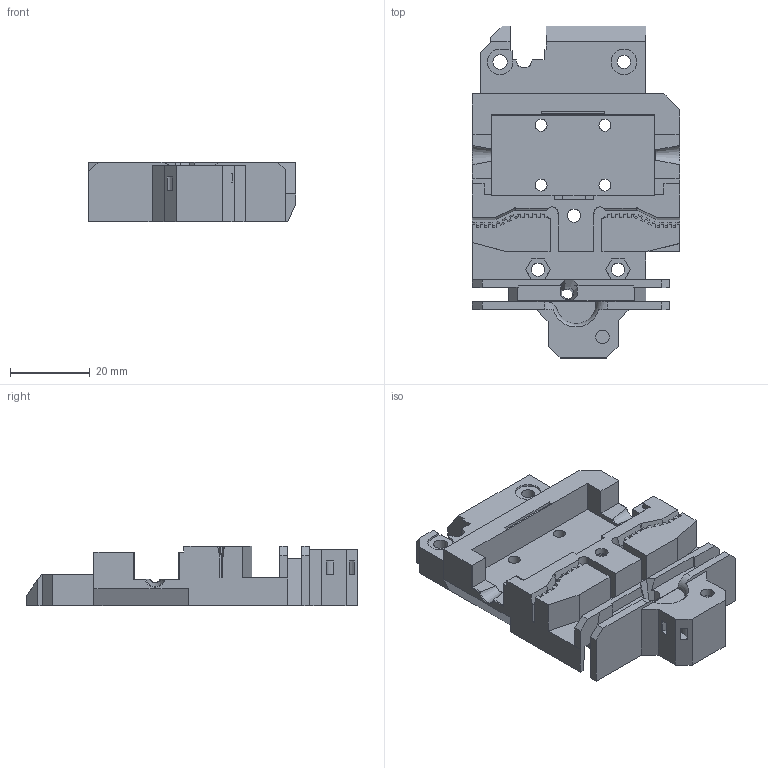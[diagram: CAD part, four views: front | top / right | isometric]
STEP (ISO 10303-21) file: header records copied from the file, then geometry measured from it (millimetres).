
FILE_DESCRIPTION(/* description */ ('STEP AP242','CAx-IF Rec.Pracs.---Representation and Presentation of Product Manufacturing Information (PMI)---4.0---2014-10-13','CAx-IF Rec.Pracs.---3D Tessellated Geometry---0.4---2014-09-14','2;1'),/* implementation_level */ '2;1');
FILE_NAME(/* name */ '62f9f6e3e076502ab3bb6f90',/* time_stamp */ '2022-08-15T07:33:56+00:00',/* author */ (''),/* organization */ (''),/* preprocessor_version */ 'ST-DEVELOPER v18.102',/* originating_system */ ' ',/* authorisation */ ' ');
FILE_SCHEMA (('AP242_MANAGED_MODEL_BASED_3D_ENGINEERING_MIM_LF { 1 0 10303 442 1 1 4 }'));
Length unit declared in the file: metre
Products named in the file (1): x-carriage
Bounding box: 52 x 83.09 x 15 mm (x, y, z)
Volume: 30874.6 mm3; surface area: 16019.8 mm2
Topology: 1 solids, 3 shells, 458 faces, 1310 edges, 867 vertices
Faces by surface type: plane 368, cylinder 45, bspline 28, cone 14, torus 3
Full cylindrical faces by diameter (mm): 3 x4, 3.3 x5, 3.4 x1, 3.6 x1, 5.72 x4, 6.4 x1
Entity records: 14732 total; most frequent: CARTESIAN_POINT 3000, ORIENTED_EDGE 2550, DIRECTION 2165, EDGE_CURVE 1275, LINE 1073, VECTOR 1073, VERTEX_POINT 860, AXIS2_PLACEMENT_3D 546
